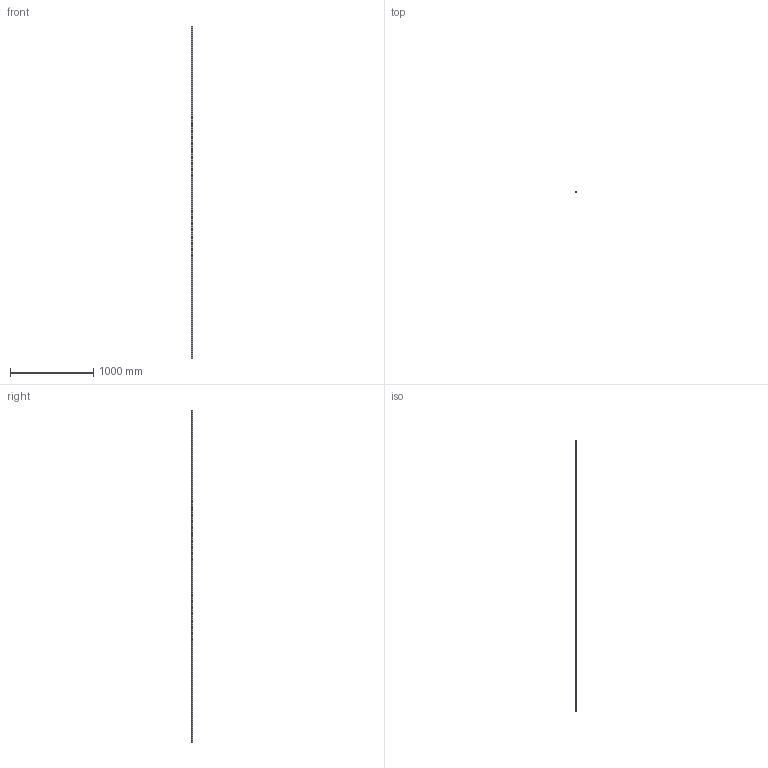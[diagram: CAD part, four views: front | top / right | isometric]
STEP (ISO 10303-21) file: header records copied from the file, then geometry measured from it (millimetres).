
FILE_DESCRIPTION (( 'STEP AP214' ), '1' );
FILE_NAME ('Ñáîðêà1.STEP', '2024-03-25T14:35:49', ( '' ), ( '' ), 'SwSTEP 2.0', 'SolidWorks 2022', '' );
FILE_SCHEMA (( 'AUTOMOTIVE_DESIGN' ));
Length unit declared in the file: millimetre
Products named in the file (2): Сборка1; Z33 Профильные рельсовые направляющие HGR15_00
Assembly tree (1 placements, depth 2):
  Сборка1
    Z33 Профильные рельсовые направляющие HGR15_00
Bounding box: 15 x 15 x 4000 mm (x, y, z)
Volume: 709849.1 mm3; surface area: 261877.9 mm2
Topology: 1 solids, 1 shells, 370 faces, 903 edges, 602 vertices
Faces by surface type: cylinder 279, plane 91
Entity records: 11519 total; most frequent: DIRECTION 2209, CARTESIAN_POINT 1879, ORIENTED_EDGE 1806, AXIS2_PLACEMENT_3D 932, EDGE_CURVE 903, VERTEX_POINT 602, EDGE_LOOP 571, CIRCLE 558
